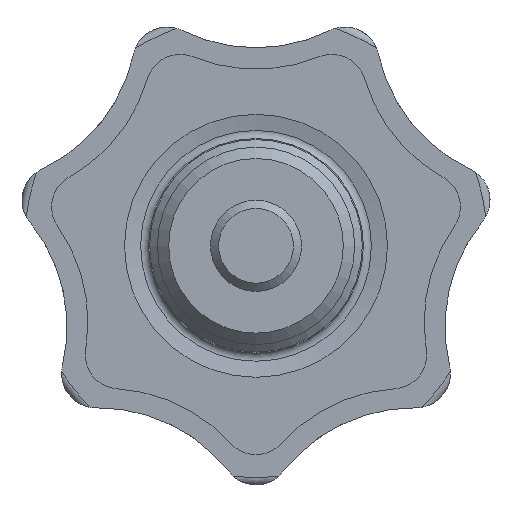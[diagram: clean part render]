
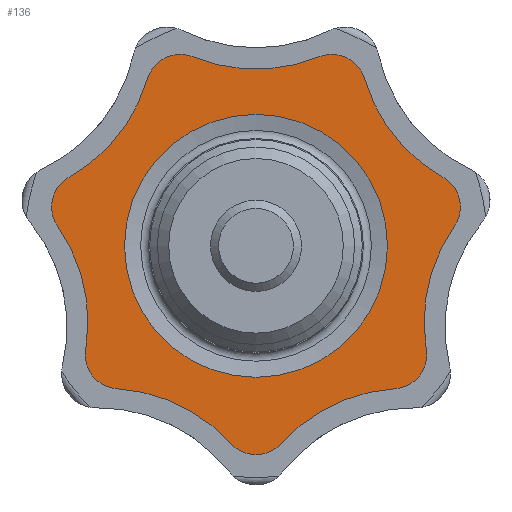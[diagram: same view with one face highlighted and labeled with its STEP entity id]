
A CAD part, front view. The second image highlights one B-rep face of the part: STEP entity #136.
In plain terms, the highlighted planar face has unit normal (0, -1, 0).
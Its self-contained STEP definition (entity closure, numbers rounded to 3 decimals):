
#136 = ADVANCED_FACE( '', ( #293, #294 ), #295, .F. );
#293 = FACE_OUTER_BOUND( '', #464, .T. );
#294 = FACE_BOUND( '', #465, .T. );
#295 = PLANE( '', #466 );
#464 = EDGE_LOOP( '', ( #838, #839, #840, #841, #842, #843, #844, #845, #846, #847, #848, #849, #850, #851 ) );
#465 = EDGE_LOOP( '', ( #852 ) );
#466 = AXIS2_PLACEMENT_3D( '', #853, #854, #855 );
#838 = ORIENTED_EDGE( '', *, *, #1145, .T. );
#839 = ORIENTED_EDGE( '', *, *, #1118, .F. );
#840 = ORIENTED_EDGE( '', *, *, #1140, .T. );
#841 = ORIENTED_EDGE( '', *, *, #1056, .F. );
#842 = ORIENTED_EDGE( '', *, *, #1121, .T. );
#843 = ORIENTED_EDGE( '', *, *, #1146, .F. );
#844 = ORIENTED_EDGE( '', *, *, #1124, .T. );
#845 = ORIENTED_EDGE( '', *, *, #1147, .F. );
#846 = ORIENTED_EDGE( '', *, *, #1128, .T. );
#847 = ORIENTED_EDGE( '', *, *, #1148, .F. );
#848 = ORIENTED_EDGE( '', *, *, #1149, .T. );
#849 = ORIENTED_EDGE( '', *, *, #1132, .F. );
#850 = ORIENTED_EDGE( '', *, *, #1027, .T. );
#851 = ORIENTED_EDGE( '', *, *, #1087, .F. );
#852 = ORIENTED_EDGE( '', *, *, #1083, .F. );
#853 = CARTESIAN_POINT( '', ( -31.059, 34., -12.207 ) );
#854 = DIRECTION( '', ( 0., 1., 0. ) );
#855 = DIRECTION( '', ( 0., 0., 1. ) );
#1027 = EDGE_CURVE( '', #1241, #1238, #1242, .T. );
#1056 = EDGE_CURVE( '', #1288, #1283, #1290, .T. );
#1083 = EDGE_CURVE( '', #1333, #1333, #1334, .F. );
#1087 = EDGE_CURVE( '', #1338, #1238, #1340, .T. );
#1118 = EDGE_CURVE( '', #1385, #1383, #1387, .T. );
#1121 = EDGE_CURVE( '', #1288, #1389, #1391, .T. );
#1124 = EDGE_CURVE( '', #1395, #1393, #1396, .T. );
#1128 = EDGE_CURVE( '', #1401, #1399, #1402, .T. );
#1132 = EDGE_CURVE( '', #1241, #1405, #1407, .T. );
#1140 = EDGE_CURVE( '', #1385, #1283, #1416, .T. );
#1145 = EDGE_CURVE( '', #1338, #1383, #1422, .T. );
#1146 = EDGE_CURVE( '', #1395, #1389, #1423, .T. );
#1147 = EDGE_CURVE( '', #1401, #1393, #1424, .T. );
#1148 = EDGE_CURVE( '', #1425, #1399, #1426, .T. );
#1149 = EDGE_CURVE( '', #1425, #1405, #1427, .T. );
#1238 = VERTEX_POINT( '', #1909 );
#1241 = VERTEX_POINT( '', #1913 );
#1242 = CIRCLE( '', #1914, 22. );
#1283 = VERTEX_POINT( '', #2000 );
#1288 = VERTEX_POINT( '', #2006 );
#1290 = CIRCLE( '', #2009, 4.5 );
#1333 = VERTEX_POINT( '', #2116 );
#1334 = CIRCLE( '', #2117, 17.321 );
#1338 = VERTEX_POINT( '', #2121 );
#1340 = CIRCLE( '', #2124, 4.5 );
#1383 = VERTEX_POINT( '', #2167 );
#1385 = VERTEX_POINT( '', #2170 );
#1387 = CIRCLE( '', #2173, 4.5 );
#1389 = VERTEX_POINT( '', #2175 );
#1391 = CIRCLE( '', #2178, 22. );
#1393 = VERTEX_POINT( '', #2180 );
#1395 = VERTEX_POINT( '', #2183 );
#1396 = CIRCLE( '', #2184, 22. );
#1399 = VERTEX_POINT( '', #2188 );
#1401 = VERTEX_POINT( '', #2191 );
#1402 = CIRCLE( '', #2192, 22. );
#1405 = VERTEX_POINT( '', #2196 );
#1407 = CIRCLE( '', #2199, 4.5 );
#1416 = CIRCLE( '', #2210, 22. );
#1422 = CIRCLE( '', #2236, 22. );
#1423 = CIRCLE( '', #2237, 4.5 );
#1424 = CIRCLE( '', #2238, 4.5 );
#1425 = VERTEX_POINT( '', #2239 );
#1426 = CIRCLE( '', #2240, 4.5 );
#1427 = CIRCLE( '', #2241, 22. );
#1909 = CARTESIAN_POINT( '', ( -24.626, 34., 9.042 ) );
#1913 = CARTESIAN_POINT( '', ( -14.295, 34., 21.997 ) );
#1914 = AXIS2_PLACEMENT_3D( '', #2286, #2287, #2288 );
#2000 = CARTESIAN_POINT( '', ( -3.336, 34., -26.021 ) );
#2006 = CARTESIAN_POINT( '', ( 3.336, 34., -26.021 ) );
#2009 = AXIS2_PLACEMENT_3D( '', #2326, #2327, #2328 );
#2116 = CARTESIAN_POINT( '', ( 0., 34., 17.321 ) );
#2117 = AXIS2_PLACEMENT_3D( '', #2363, #2364, #2365 );
#2121 = CARTESIAN_POINT( '', ( -26.11, 34., 2.538 ) );
#2124 = AXIS2_PLACEMENT_3D( '', #2370, #2371, #2372 );
#2167 = CARTESIAN_POINT( '', ( -22.423, 34., -13.616 ) );
#2170 = CARTESIAN_POINT( '', ( -18.264, 34., -18.831 ) );
#2173 = AXIS2_PLACEMENT_3D( '', #2450, #2451, #2452 );
#2175 = CARTESIAN_POINT( '', ( 18.264, 34., -18.831 ) );
#2178 = AXIS2_PLACEMENT_3D( '', #2454, #2455, #2456 );
#2180 = CARTESIAN_POINT( '', ( 26.11, 34., 2.538 ) );
#2183 = CARTESIAN_POINT( '', ( 22.423, 34., -13.616 ) );
#2184 = AXIS2_PLACEMENT_3D( '', #2458, #2459, #2460 );
#2188 = CARTESIAN_POINT( '', ( 14.295, 34., 21.997 ) );
#2191 = CARTESIAN_POINT( '', ( 24.626, 34., 9.042 ) );
#2192 = AXIS2_PLACEMENT_3D( '', #2463, #2464, #2465 );
#2196 = CARTESIAN_POINT( '', ( -8.285, 34., 24.891 ) );
#2199 = AXIS2_PLACEMENT_3D( '', #2468, #2469, #2470 );
#2210 = AXIS2_PLACEMENT_3D( '', #2476, #2477, #2478 );
#2236 = AXIS2_PLACEMENT_3D( '', #2479, #2480, #2481 );
#2237 = AXIS2_PLACEMENT_3D( '', #2482, #2483, #2484 );
#2238 = AXIS2_PLACEMENT_3D( '', #2485, #2486, #2487 );
#2239 = CARTESIAN_POINT( '', ( 8.285, 34., 24.891 ) );
#2240 = AXIS2_PLACEMENT_3D( '', #2488, #2489, #2490 );
#2241 = AXIS2_PLACEMENT_3D( '', #2491, #2492, #2493 );
#2286 = CARTESIAN_POINT( '', ( -35.395, 34., 28.226 ) );
#2287 = DIRECTION( '', ( 0., 1., 0. ) );
#2288 = DIRECTION( '', ( 1., 0., 0. ) );
#2326 = CARTESIAN_POINT( '', ( 0., 34., -23. ) );
#2327 = DIRECTION( '', ( 0., 1., 0. ) );
#2328 = DIRECTION( '', ( 1., 0., 0. ) );
#2363 = CARTESIAN_POINT( '', ( 0., 34., 0. ) );
#2364 = DIRECTION( '', ( 0., 1., 0. ) );
#2365 = DIRECTION( '', ( 0., 0., 1. ) );
#2370 = CARTESIAN_POINT( '', ( -22.423, 34., 5.118 ) );
#2371 = DIRECTION( '', ( 0., 1., 0. ) );
#2372 = DIRECTION( '', ( 1., 0., 0. ) );
#2450 = CARTESIAN_POINT( '', ( -17.982, 34., -14.34 ) );
#2451 = DIRECTION( '', ( 0., 1., 0. ) );
#2452 = DIRECTION( '', ( 1., 0., 0. ) );
#2454 = CARTESIAN_POINT( '', ( 19.643, 34., -40.788 ) );
#2455 = DIRECTION( '', ( 0., 1., 0. ) );
#2456 = DIRECTION( '', ( 1., 0., 0. ) );
#2458 = CARTESIAN_POINT( '', ( 44.136, 34., -10.074 ) );
#2459 = DIRECTION( '', ( 0., 1., 0. ) );
#2460 = DIRECTION( '', ( 1., 0., 0. ) );
#2463 = CARTESIAN_POINT( '', ( 35.395, 34., 28.226 ) );
#2464 = DIRECTION( '', ( 0., 1., 0. ) );
#2465 = DIRECTION( '', ( 1., 0., 0. ) );
#2468 = CARTESIAN_POINT( '', ( -9.979, 34., 20.722 ) );
#2469 = DIRECTION( '', ( 0., 1., 0. ) );
#2470 = DIRECTION( '', ( 1., 0., 0. ) );
#2476 = CARTESIAN_POINT( '', ( -19.643, 34., -40.788 ) );
#2477 = DIRECTION( '', ( 0., 1., 0. ) );
#2478 = DIRECTION( '', ( 1., 0., 0. ) );
#2479 = CARTESIAN_POINT( '', ( -44.136, 34., -10.074 ) );
#2480 = DIRECTION( '', ( 0., 1., 0. ) );
#2481 = DIRECTION( '', ( 1., 0., 0. ) );
#2482 = CARTESIAN_POINT( '', ( 17.982, 34., -14.34 ) );
#2483 = DIRECTION( '', ( 0., 1., 0. ) );
#2484 = DIRECTION( '', ( 1., 0., 0. ) );
#2485 = CARTESIAN_POINT( '', ( 22.423, 34., 5.118 ) );
#2486 = DIRECTION( '', ( 0., 1., 0. ) );
#2487 = DIRECTION( '', ( 1., 0., 0. ) );
#2488 = CARTESIAN_POINT( '', ( 9.979, 34., 20.722 ) );
#2489 = DIRECTION( '', ( 0., 1., 0. ) );
#2490 = DIRECTION( '', ( 1., 0., 0. ) );
#2491 = CARTESIAN_POINT( '', ( 0., 34., 45.271 ) );
#2492 = DIRECTION( '', ( 0., 1., 0. ) );
#2493 = DIRECTION( '', ( 1., 0., 0. ) );
